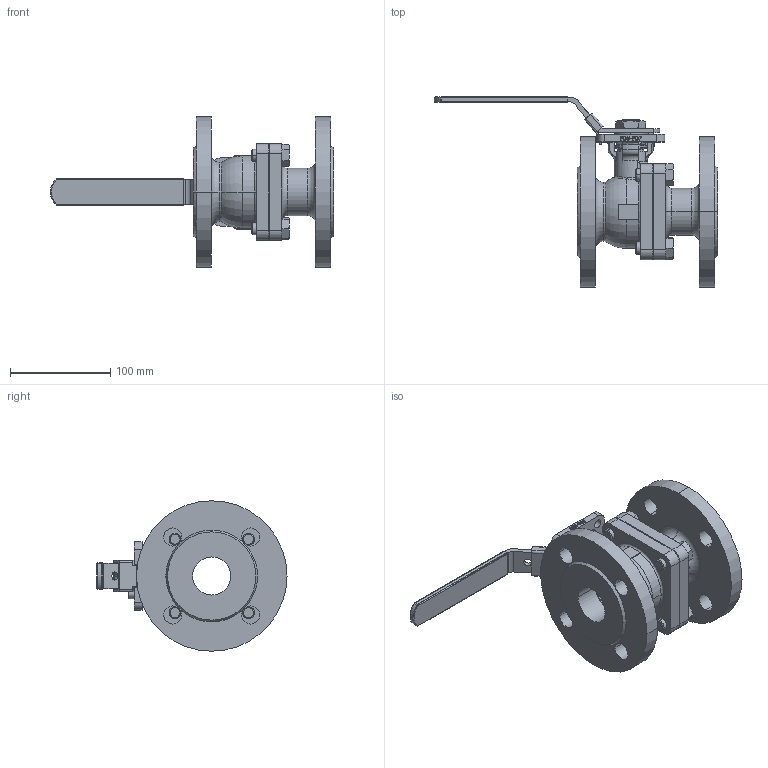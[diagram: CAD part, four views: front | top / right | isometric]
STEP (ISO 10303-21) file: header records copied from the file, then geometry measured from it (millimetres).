
FILE_DESCRIPTION (( 'STEP AP203' ), '1' );
FILE_NAME ('L62040²Õ¦X¥ó.STEP', '2016-11-08T07:14:40', ( '' ), ( '' ), 'SwSTEP 2.0', 'SolidWorks 2012', '' );
FILE_SCHEMA (( 'CONFIG_CONTROL_DESIGN' ));
Length unit declared in the file: millimetre
Products named in the file (21): L62040組合件; SN02; SS03; BL62040; BP153; ST85; AL62040; BL11; OR05; HN34; PV32; GI05; HE33; TW07; SX31; GI07; SM151; SX08; PS03; MP09; SP09
Assembly tree (25 placements, depth 2):
  L62040組合件
    SP09
    MP09
    PS03
    SX08  x2
    SM151
    GI07
    SX31
    TW07
    HE33
    GI05
    PV32
    HN34  x4
    OR05
    BL11
    AL62040
    ST85  x2
    BP153
    BL62040
    SS03
    SN02
Bounding box: 282.15 x 189.37 x 150 mm (x, y, z)
Volume: 1883744.4 mm3; surface area: 206230.8 mm2
Topology: 26 solids, 26 shells, 946 faces, 2328 edges, 1454 vertices
Faces by surface type: plane 362, cylinder 289, bspline 127, cone 110, torus 42, sphere 16
Entity records: 37198 total; most frequent: CARTESIAN_POINT 14853, ORIENTED_EDGE 4314, DIRECTION 3894, EDGE_CURVE 2157, AXIS2_PLACEMENT_3D 1434, VERTEX_POINT 1358, LINE 1026, VECTOR 1026
